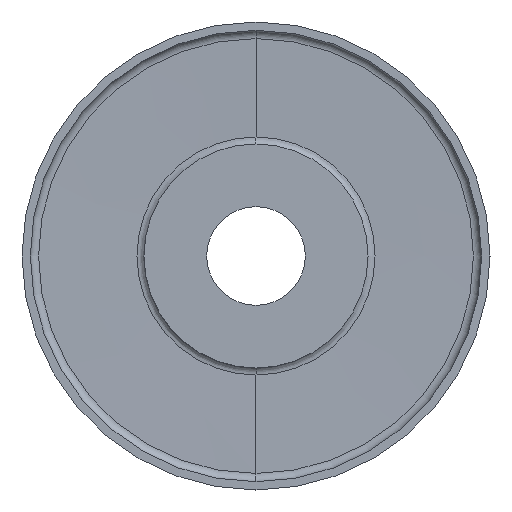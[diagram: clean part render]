
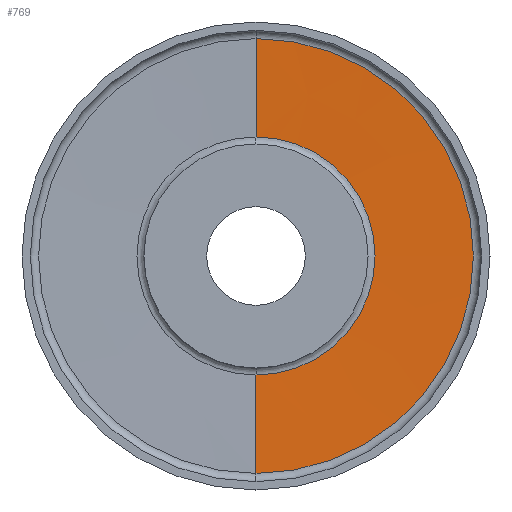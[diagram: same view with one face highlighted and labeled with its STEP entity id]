
A CAD part, left-side view. The second image highlights one B-rep face of the part: STEP entity #769.
In plain terms, the highlighted conical face has half-angle 89 degrees and reference radius 68.58 mm.
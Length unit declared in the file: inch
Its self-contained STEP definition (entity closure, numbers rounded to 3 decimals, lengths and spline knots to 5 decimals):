
#20 = DIRECTION ( 'NONE',  ( 0., 0., 1. ) ) ;
#31 = CIRCLE ( 'NONE', #401, 1.42484 ) ;
#35 = VERTEX_POINT ( 'NONE', #653 ) ;
#54 = DIRECTION ( 'NONE',  ( 1., 0., 0. ) ) ;
#64 = DIRECTION ( 'NONE',  ( -0.017, 0., 1. ) ) ;
#127 = AXIS2_PLACEMENT_3D ( 'NONE', #692, #1003, #20 ) ;
#250 = AXIS2_PLACEMENT_3D ( 'NONE', #394, #859, #789 ) ;
#253 = EDGE_LOOP ( 'NONE', ( #770, #797, #266, #781 ) ) ;
#258 = CARTESIAN_POINT ( 'NONE',  ( -1.07201, 0., -2.60175 ) ) ;
#266 = ORIENTED_EDGE ( 'NONE', *, *, #608, .T. ) ;
#342 = CARTESIAN_POINT ( 'NONE',  ( -1.05147, 0., 1.42484 ) ) ;
#349 = EDGE_CURVE ( 'NONE', #638, #619, #31, .T. ) ;
#354 = CARTESIAN_POINT ( 'NONE',  ( -1.05147, 0., -1.42484 ) ) ;
#359 = CARTESIAN_POINT ( 'NONE',  ( -1.05147, 0., 0. ) ) ;
#394 = CARTESIAN_POINT ( 'NONE',  ( -1.07373, 0., 0. ) ) ;
#401 = AXIS2_PLACEMENT_3D ( 'NONE', #359, #54, #448 ) ;
#448 = DIRECTION ( 'NONE',  ( 0., 0., -1. ) ) ;
#453 = VECTOR ( 'NONE', #64, 39.37008 ) ;
#507 = CONICAL_SURFACE ( 'NONE', #250, 2.7, 1.553 ) ;
#521 = VERTEX_POINT ( 'NONE', #258 ) ;
#608 = EDGE_CURVE ( 'NONE', #521, #35, #725, .T. ) ;
#619 = VERTEX_POINT ( 'NONE', #354 ) ;
#626 = CARTESIAN_POINT ( 'NONE',  ( -1.07373, 0., 2.7 ) ) ;
#638 = VERTEX_POINT ( 'NONE', #342 ) ;
#653 = CARTESIAN_POINT ( 'NONE',  ( -1.07201, 0., 2.60175 ) ) ;
#692 = CARTESIAN_POINT ( 'NONE',  ( -1.07201, 0., 0. ) ) ;
#698 = LINE ( 'NONE', #963, #964 ) ;
#725 = CIRCLE ( 'NONE', #127, 2.60175 ) ;
#763 = EDGE_CURVE ( 'NONE', #619, #521, #698, .T. ) ;
#769 = ADVANCED_FACE ( 'NONE', ( #1046 ), #507, .F. ) ;
#770 = ORIENTED_EDGE ( 'NONE', *, *, #349, .T. ) ;
#781 = ORIENTED_EDGE ( 'NONE', *, *, #799, .F. ) ;
#789 = DIRECTION ( 'NONE',  ( 0., 0., 1. ) ) ;
#797 = ORIENTED_EDGE ( 'NONE', *, *, #763, .T. ) ;
#798 = DIRECTION ( 'NONE',  ( -0.017, 0., -1. ) ) ;
#799 = EDGE_CURVE ( 'NONE', #638, #35, #1028, .T. ) ;
#859 = DIRECTION ( 'NONE',  ( -1., 0., 0. ) ) ;
#963 = CARTESIAN_POINT ( 'NONE',  ( -1.07373, 0., -2.7 ) ) ;
#964 = VECTOR ( 'NONE', #798, 39.37008 ) ;
#1003 = DIRECTION ( 'NONE',  ( -1., 0., 0. ) ) ;
#1028 = LINE ( 'NONE', #626, #453 ) ;
#1046 = FACE_OUTER_BOUND ( 'NONE', #253, .T. ) ;
